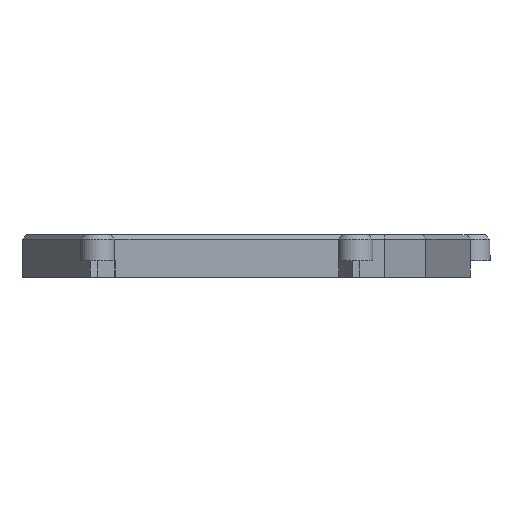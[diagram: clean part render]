
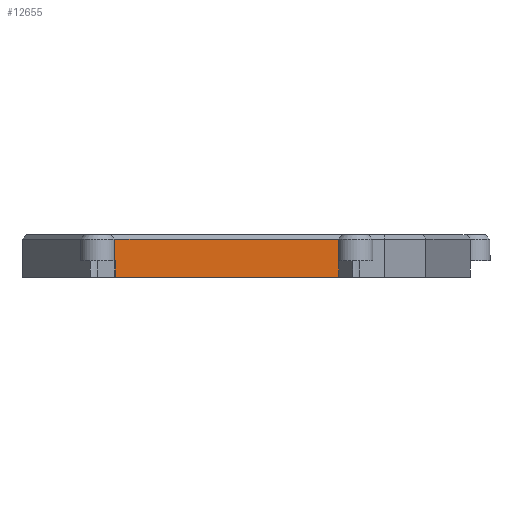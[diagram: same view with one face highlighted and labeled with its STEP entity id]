
A CAD part, left-side view. The second image highlights one B-rep face of the part: STEP entity #12655.
In plain terms, the highlighted planar face has unit normal (-1, 0, 0).
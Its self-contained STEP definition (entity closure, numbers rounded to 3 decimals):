
#1874 = PLANE('',#1875);
#1875 = AXIS2_PLACEMENT_3D('',#1876,#1877,#1878);
#1876 = CARTESIAN_POINT('',(-67.5,9.547,7.5));
#1877 = DIRECTION('',(-0.707,0.,0.707)
  );
#1878 = DIRECTION('',(0.,1.,0.));
#3300 = VERTEX_POINT('',#3301);
#3301 = CARTESIAN_POINT('',(-68.,9.547,2.));
#3316 = CYLINDRICAL_SURFACE('',#3317,4.);
#3317 = AXIS2_PLACEMENT_3D('',#3318,#3319,#3320);
#3318 = CARTESIAN_POINT('',(-67.293,13.484,2.));
#3319 = DIRECTION('',(0.,0.,1.));
#3320 = DIRECTION('',(-0.798,0.602,0.));
#3349 = CYLINDRICAL_SURFACE('',#3350,4.);
#3350 = AXIS2_PLACEMENT_3D('',#3351,#3352,#3353);
#3351 = CARTESIAN_POINT('',(-67.293,13.484,2.));
#3352 = DIRECTION('',(-0.,-0.,-1.));
#3353 = DIRECTION('',(0.298,-0.954,0.));
#3390 = VERTEX_POINT('',#3391);
#3391 = CARTESIAN_POINT('',(-68.,-42.075,2.));
#3410 = CYLINDRICAL_SURFACE('',#3411,4.);
#3411 = AXIS2_PLACEMENT_3D('',#3412,#3413,#3414);
#3412 = CARTESIAN_POINT('',(-66.928,-45.928,2.));
#3413 = DIRECTION('',(-0.,-0.,-1.));
#3414 = DIRECTION('',(-0.268,0.963,0.));
#3439 = CYLINDRICAL_SURFACE('',#3440,4.);
#3440 = AXIS2_PLACEMENT_3D('',#3441,#3442,#3443);
#3441 = CARTESIAN_POINT('',(-66.928,-45.928,2.));
#3442 = DIRECTION('',(0.,0.,1.));
#3443 = DIRECTION('',(-0.707,-0.707,-0.));
#6486 = VERTEX_POINT('',#6487);
#6487 = CARTESIAN_POINT('',(-68.,9.547,7.));
#6602 = VERTEX_POINT('',#6603);
#6603 = CARTESIAN_POINT('',(-68.,-42.075,7.));
#6628 = EDGE_CURVE('',#6486,#6602,#6629,.T.);
#6629 = SURFACE_CURVE('',#6630,(#6634,#6641),.PCURVE_S1.);
#6630 = LINE('',#6631,#6632);
#6631 = CARTESIAN_POINT('',(-68.,9.547,7.));
#6632 = VECTOR('',#6633,1.);
#6633 = DIRECTION('',(-0.,-1.,-0.));
#6634 = PCURVE('',#1874,#6635);
#6635 = DEFINITIONAL_REPRESENTATION('',(#6636),#6640);
#6636 = LINE('',#6637,#6638);
#6637 = CARTESIAN_POINT('',(-0.,0.707));
#6638 = VECTOR('',#6639,1.);
#6639 = DIRECTION('',(-1.,0.));
#6640 = ( GEOMETRIC_REPRESENTATION_CONTEXT(2) 
PARAMETRIC_REPRESENTATION_CONTEXT() REPRESENTATION_CONTEXT('2D SPACE',''
  ) );
#6641 = PCURVE('',#6642,#6647);
#6642 = PLANE('',#6643);
#6643 = AXIS2_PLACEMENT_3D('',#6644,#6645,#6646);
#6644 = CARTESIAN_POINT('',(-68.,-16.264,3.1));
#6645 = DIRECTION('',(-1.,0.,0.));
#6646 = DIRECTION('',(0.,0.,-1.));
#6647 = DEFINITIONAL_REPRESENTATION('',(#6648),#6652);
#6648 = LINE('',#6649,#6650);
#6649 = CARTESIAN_POINT('',(-3.9,-25.811));
#6650 = VECTOR('',#6651,1.);
#6651 = DIRECTION('',(-0.,1.));
#6652 = ( GEOMETRIC_REPRESENTATION_CONTEXT(2) 
PARAMETRIC_REPRESENTATION_CONTEXT() REPRESENTATION_CONTEXT('2D SPACE',''
  ) );
#8377 = EDGE_CURVE('',#3300,#6486,#8378,.T.);
#8378 = SURFACE_CURVE('',#8379,(#8383,#8390),.PCURVE_S1.);
#8379 = LINE('',#8380,#8381);
#8380 = CARTESIAN_POINT('',(-68.,9.547,2.));
#8381 = VECTOR('',#8382,1.);
#8382 = DIRECTION('',(0.,0.,1.));
#8383 = PCURVE('',#3316,#8384);
#8384 = DEFINITIONAL_REPRESENTATION('',(#8385),#8389);
#8385 = LINE('',#8386,#8387);
#8386 = CARTESIAN_POINT('',(-4.244,0.));
#8387 = VECTOR('',#8388,1.);
#8388 = DIRECTION('',(-0.,1.));
#8389 = ( GEOMETRIC_REPRESENTATION_CONTEXT(2) 
PARAMETRIC_REPRESENTATION_CONTEXT() REPRESENTATION_CONTEXT('2D SPACE',''
  ) );
#8390 = PCURVE('',#6642,#8391);
#8391 = DEFINITIONAL_REPRESENTATION('',(#8392),#8396);
#8392 = LINE('',#8393,#8394);
#8393 = CARTESIAN_POINT('',(1.1,-25.811));
#8394 = VECTOR('',#8395,1.);
#8395 = DIRECTION('',(-1.,0.));
#8396 = ( GEOMETRIC_REPRESENTATION_CONTEXT(2) 
PARAMETRIC_REPRESENTATION_CONTEXT() REPRESENTATION_CONTEXT('2D SPACE',''
  ) );
#8448 = VERTEX_POINT('',#8449);
#8449 = CARTESIAN_POINT('',(-68.,9.547,-1.8));
#8464 = PLANE('',#8465);
#8465 = AXIS2_PLACEMENT_3D('',#8466,#8467,#8468);
#8466 = CARTESIAN_POINT('',(-67.15,-16.233,-1.8));
#8467 = DIRECTION('',(0.,0.,1.));
#8468 = DIRECTION('',(-1.,0.,0.));
#8480 = EDGE_CURVE('',#3300,#8448,#8481,.T.);
#8481 = SURFACE_CURVE('',#8482,(#8486,#8493),.PCURVE_S1.);
#8482 = LINE('',#8483,#8484);
#8483 = CARTESIAN_POINT('',(-68.,9.547,2.));
#8484 = VECTOR('',#8485,1.);
#8485 = DIRECTION('',(-0.,-0.,-1.));
#8486 = PCURVE('',#3349,#8487);
#8487 = DEFINITIONAL_REPRESENTATION('',(#8488),#8492);
#8488 = LINE('',#8489,#8490);
#8489 = CARTESIAN_POINT('',(-5.803,0.));
#8490 = VECTOR('',#8491,1.);
#8491 = DIRECTION('',(-0.,1.));
#8492 = ( GEOMETRIC_REPRESENTATION_CONTEXT(2) 
PARAMETRIC_REPRESENTATION_CONTEXT() REPRESENTATION_CONTEXT('2D SPACE',''
  ) );
#8493 = PCURVE('',#6642,#8494);
#8494 = DEFINITIONAL_REPRESENTATION('',(#8495),#8499);
#8495 = LINE('',#8496,#8497);
#8496 = CARTESIAN_POINT('',(1.1,-25.811));
#8497 = VECTOR('',#8498,1.);
#8498 = DIRECTION('',(1.,0.));
#8499 = ( GEOMETRIC_REPRESENTATION_CONTEXT(2) 
PARAMETRIC_REPRESENTATION_CONTEXT() REPRESENTATION_CONTEXT('2D SPACE',''
  ) );
#8554 = EDGE_CURVE('',#3390,#8555,#8557,.T.);
#8555 = VERTEX_POINT('',#8556);
#8556 = CARTESIAN_POINT('',(-68.,-42.075,-1.8));
#8557 = SURFACE_CURVE('',#8558,(#8562,#8569),.PCURVE_S1.);
#8558 = LINE('',#8559,#8560);
#8559 = CARTESIAN_POINT('',(-68.,-42.075,2.));
#8560 = VECTOR('',#8561,1.);
#8561 = DIRECTION('',(-0.,-0.,-1.));
#8562 = PCURVE('',#3410,#8563);
#8563 = DEFINITIONAL_REPRESENTATION('',(#8564),#8568);
#8564 = LINE('',#8565,#8566);
#8565 = CARTESIAN_POINT('',(-6.283,0.));
#8566 = VECTOR('',#8567,1.);
#8567 = DIRECTION('',(-0.,1.));
#8568 = ( GEOMETRIC_REPRESENTATION_CONTEXT(2) 
PARAMETRIC_REPRESENTATION_CONTEXT() REPRESENTATION_CONTEXT('2D SPACE',''
  ) );
#8569 = PCURVE('',#6642,#8570);
#8570 = DEFINITIONAL_REPRESENTATION('',(#8571),#8575);
#8571 = LINE('',#8572,#8573);
#8572 = CARTESIAN_POINT('',(1.1,25.811));
#8573 = VECTOR('',#8574,1.);
#8574 = DIRECTION('',(1.,0.));
#8575 = ( GEOMETRIC_REPRESENTATION_CONTEXT(2) 
PARAMETRIC_REPRESENTATION_CONTEXT() REPRESENTATION_CONTEXT('2D SPACE',''
  ) );
#8630 = EDGE_CURVE('',#6602,#3390,#8631,.T.);
#8631 = SURFACE_CURVE('',#8632,(#8636,#8643),.PCURVE_S1.);
#8632 = LINE('',#8633,#8634);
#8633 = CARTESIAN_POINT('',(-68.,-42.075,8.));
#8634 = VECTOR('',#8635,1.);
#8635 = DIRECTION('',(0.,0.,-1.));
#8636 = PCURVE('',#3439,#8637);
#8637 = DEFINITIONAL_REPRESENTATION('',(#8638),#8642);
#8638 = LINE('',#8639,#8640);
#8639 = CARTESIAN_POINT('',(-8.368,6.));
#8640 = VECTOR('',#8641,1.);
#8641 = DIRECTION('',(-0.,-1.));
#8642 = ( GEOMETRIC_REPRESENTATION_CONTEXT(2) 
PARAMETRIC_REPRESENTATION_CONTEXT() REPRESENTATION_CONTEXT('2D SPACE',''
  ) );
#8643 = PCURVE('',#6642,#8644);
#8644 = DEFINITIONAL_REPRESENTATION('',(#8645),#8649);
#8645 = LINE('',#8646,#8647);
#8646 = CARTESIAN_POINT('',(-4.9,25.811));
#8647 = VECTOR('',#8648,1.);
#8648 = DIRECTION('',(1.,0.));
#8649 = ( GEOMETRIC_REPRESENTATION_CONTEXT(2) 
PARAMETRIC_REPRESENTATION_CONTEXT() REPRESENTATION_CONTEXT('2D SPACE',''
  ) );
#12655 = ADVANCED_FACE('',(#12656),#6642,.T.);
#12656 = FACE_BOUND('',#12657,.F.);
#12657 = EDGE_LOOP('',(#12658,#12659,#12660,#12661,#12662,#12683));
#12658 = ORIENTED_EDGE('',*,*,#8377,.T.);
#12659 = ORIENTED_EDGE('',*,*,#6628,.T.);
#12660 = ORIENTED_EDGE('',*,*,#8630,.T.);
#12661 = ORIENTED_EDGE('',*,*,#8554,.T.);
#12662 = ORIENTED_EDGE('',*,*,#12663,.F.);
#12663 = EDGE_CURVE('',#8448,#8555,#12664,.T.);
#12664 = SURFACE_CURVE('',#12665,(#12669,#12676),.PCURVE_S1.);
#12665 = LINE('',#12666,#12667);
#12666 = CARTESIAN_POINT('',(-68.,-42.075,-1.8));
#12667 = VECTOR('',#12668,1.);
#12668 = DIRECTION('',(-0.,-1.,-0.));
#12669 = PCURVE('',#6642,#12670);
#12670 = DEFINITIONAL_REPRESENTATION('',(#12671),#12675);
#12671 = LINE('',#12672,#12673);
#12672 = CARTESIAN_POINT('',(4.9,25.811));
#12673 = VECTOR('',#12674,1.);
#12674 = DIRECTION('',(-0.,1.));
#12675 = ( GEOMETRIC_REPRESENTATION_CONTEXT(2) 
PARAMETRIC_REPRESENTATION_CONTEXT() REPRESENTATION_CONTEXT('2D SPACE',''
  ) );
#12676 = PCURVE('',#8464,#12677);
#12677 = DEFINITIONAL_REPRESENTATION('',(#12678),#12682);
#12678 = LINE('',#12679,#12680);
#12679 = CARTESIAN_POINT('',(0.85,25.842));
#12680 = VECTOR('',#12681,1.);
#12681 = DIRECTION('',(-0.,1.));
#12682 = ( GEOMETRIC_REPRESENTATION_CONTEXT(2) 
PARAMETRIC_REPRESENTATION_CONTEXT() REPRESENTATION_CONTEXT('2D SPACE',''
  ) );
#12683 = ORIENTED_EDGE('',*,*,#8480,.F.);
